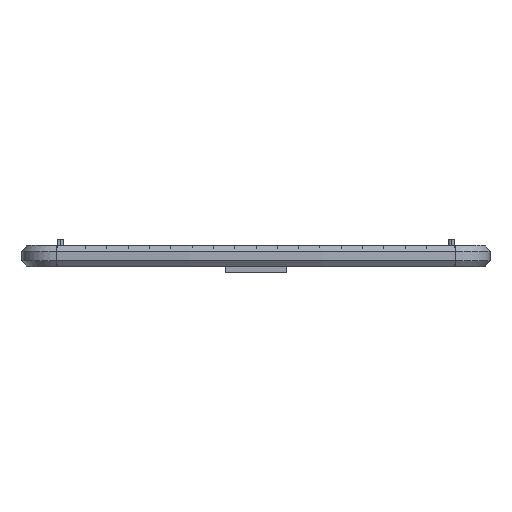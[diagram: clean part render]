
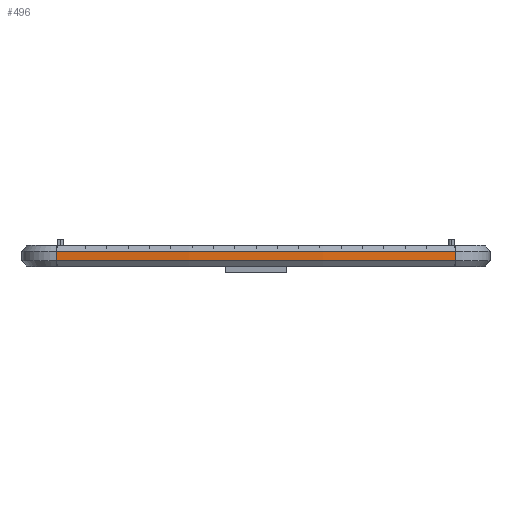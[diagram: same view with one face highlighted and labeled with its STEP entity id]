
A CAD part, left-side view. The second image highlights one B-rep face of the part: STEP entity #496.
In plain terms, the highlighted cylindrical face has radius 301.3 mm (diameter 602.6 mm), a partial arc.
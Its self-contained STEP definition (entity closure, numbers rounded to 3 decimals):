
#225=CARTESIAN_POINT('',(-6.545,53.988,-2.5));
#226=VERTEX_POINT('',#225);
#291=CARTESIAN_POINT('',(-6.545,119.355,-2.5));
#292=VERTEX_POINT('',#291);
#309=CARTESIAN_POINT('',(292.977,86.671,-2.5));
#310=DIRECTION('',(0.0,0.0,-1.0));
#311=DIRECTION('',(-1.0,0.0,0.0));
#312=AXIS2_PLACEMENT_3D('',#309,#310,#311);
#313=CIRCLE('',#312,301.3);
#314=EDGE_CURVE('',#226,#292,#313,.T.);
#446=CARTESIAN_POINT('',(-6.545,119.355,-1.0));
#447=VERTEX_POINT('',#446);
#448=CARTESIAN_POINT('',(-6.545,119.355,-1.0));
#449=DIRECTION('',(0.0,0.0,-1.0));
#450=VECTOR('',#449,1.5);
#451=LINE('',#448,#450);
#452=EDGE_CURVE('',#447,#292,#451,.T.);
#472=CARTESIAN_POINT('',(292.977,86.671,0.0));
#473=DIRECTION('',(0.0,0.0,-1.0));
#474=DIRECTION('',(1.0,0.0,0.0));
#475=AXIS2_PLACEMENT_3D('',#472,#473,#474);
#476=CYLINDRICAL_SURFACE('',#475,301.3);
#477=ORIENTED_EDGE('',*,*,#314,.F.);
#478=CARTESIAN_POINT('',(-6.545,53.988,-1.0));
#479=VERTEX_POINT('',#478);
#480=CARTESIAN_POINT('',(-6.545,53.988,-1.0));
#481=DIRECTION('',(0.0,0.0,-1.0));
#482=VECTOR('',#481,1.5);
#483=LINE('',#480,#482);
#484=EDGE_CURVE('',#479,#226,#483,.T.);
#485=ORIENTED_EDGE('',*,*,#484,.F.);
#486=CARTESIAN_POINT('',(292.977,86.671,-1.0));
#487=DIRECTION('',(0.0,0.0,1.0));
#488=DIRECTION('',(-1.0,0.0,0.0));
#489=AXIS2_PLACEMENT_3D('',#486,#487,#488);
#490=CIRCLE('',#489,301.3);
#491=EDGE_CURVE('',#447,#479,#490,.T.);
#492=ORIENTED_EDGE('',*,*,#491,.F.);
#493=ORIENTED_EDGE('',*,*,#452,.T.);
#494=EDGE_LOOP('',(#477,#485,#492,#493));
#495=FACE_OUTER_BOUND('',#494,.T.);
#496=ADVANCED_FACE('',(#495),#476,.T.);
